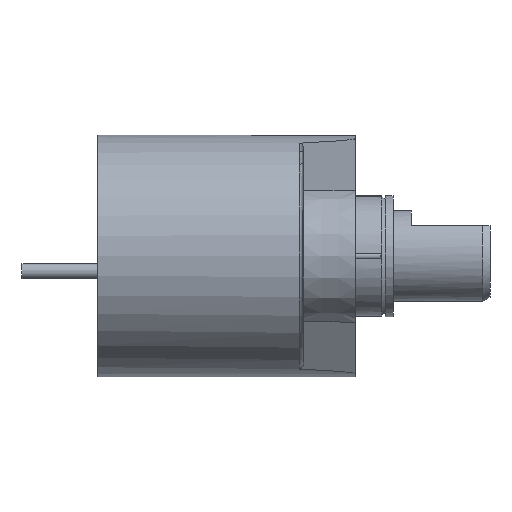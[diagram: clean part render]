
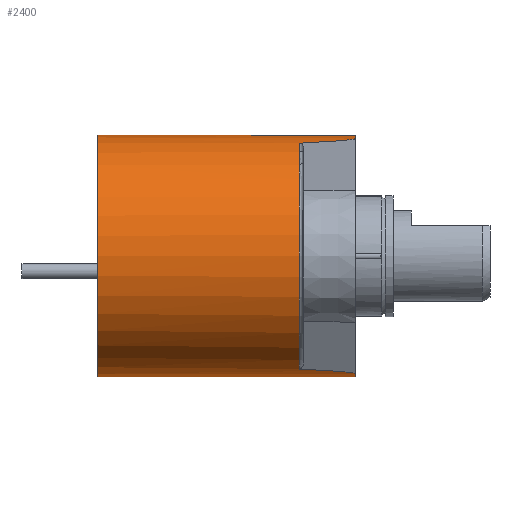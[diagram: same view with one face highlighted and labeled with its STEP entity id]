
A CAD part, front view. The second image highlights one B-rep face of the part: STEP entity #2400.
In plain terms, the highlighted cylindrical face has radius 8 mm (diameter 16 mm), a full revolution.
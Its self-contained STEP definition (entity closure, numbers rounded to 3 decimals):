
#2400=ADVANCED_FACE('', (#2410,#2420), #2430, .T.);
#34870=AXIS2_PLACEMENT_3D('Ax2Pl3d', #34880, #34890, #34900);
#34950=AXIS2_PLACEMENT_3D('Ax2Pl3d', #34960, #34970, #34980);
#42550=AXIS2_PLACEMENT_3D('Ax2Pl3d', #42560, #42570, #42580);
#42590=AXIS2_PLACEMENT_3D('Ax2Pl3d', #42600, #42610, #42620);
#42630=AXIS2_PLACEMENT_3D('Ax2Pl3d', #42640, #42650, #42660);
#42670=AXIS2_PLACEMENT_3D('Ax2Pl3d', #42680, #42690, #42700);
#42710=AXIS2_PLACEMENT_3D('Ax2Pl3d', #42720, #42730, #42740);
#42750=AXIS2_PLACEMENT_3D('Ax2Pl3d', #42760, #42770, #42780);
#42790=AXIS2_PLACEMENT_3D('Ax2Pl3d', #42800, #42810, #42820);
#42830=AXIS2_PLACEMENT_3D('Ax2Pl3d', #42840, #42850, #42860);
#163800=CARTESIAN_POINT('', (17.,1.931,-7.763));
#163840=CARTESIAN_POINT('', (17.,1.931,7.763));
#34880=CARTESIAN_POINT('HicPkt', (17.,0.,0.));
#163850=CARTESIAN_POINT('', (17.,-1.931,7.763));
#163900=CARTESIAN_POINT('', (17.,-1.931,-7.763));
#34960=CARTESIAN_POINT('HicPkt', (17.,0.,0.));
#42560=CARTESIAN_POINT('HicPkt', (0.,0.,0.));
#165520=CARTESIAN_POINT('', (0.,-8.,0.));
#42600=CARTESIAN_POINT('HicPkt', (0.,0.,
0.));
#42640=CARTESIAN_POINT('HicPkt', (-441.32,0.,0.));
#165530=CARTESIAN_POINT('', (13.3,-2.9,-7.456));
#42680=CARTESIAN_POINT('HicPkt', (13.3,0.,0.));
#165540=CARTESIAN_POINT('', (13.3,-2.9,7.456));
#42720=CARTESIAN_POINT('HicPkt', (-441.32,0.,0.));
#42760=CARTESIAN_POINT('HicPkt', (-441.32,0.,0.));
#165550=CARTESIAN_POINT('', (13.3,2.9,7.456));
#42800=CARTESIAN_POINT('HicPkt', (13.3,0.,0.));
#165560=CARTESIAN_POINT('', (13.3,2.9,-7.456));
#42840=CARTESIAN_POINT('HicPkt', (-441.32,0.,0.));
#195570=CIRCLE('Circle', #34870, 8.);
#195590=CIRCLE('Circle', #34950, 8.);
#196930=CIRCLE('Circle', #42550, 8.);
#196940=CIRCLE('Circle', #42670, 8.);
#196950=CIRCLE('Circle', #42790, 8.);
#2430=CYLINDRICAL_SURFACE('Zyl', #42590, 8.);
#34890=DIRECTION('Axis', (-1.,0.,0.)
);
#34900=DIRECTION('RefDirection', (0.,
0.,-1.));
#34970=DIRECTION('Axis', (-1.,0.,0.)
);
#34980=DIRECTION('RefDirection', (0.,
0.,-1.));
#42570=DIRECTION('Axis', (-1.,0.,0.)
);
#42580=DIRECTION('RefDirection', (0.,
0.,-1.));
#42610=DIRECTION('Axis', (1.,0.,0.));
#42620=DIRECTION('RefDirection', (0.,0.,-1.));
#42650=DIRECTION('Axis', (-0.017,-0.241,
-0.97));
#42660=DIRECTION('RefDirection', (1.,-0.004,
-0.017));
#42690=DIRECTION('Axis', (-1.,0.,0.)
);
#42700=DIRECTION('RefDirection', (0.,
0.,-1.));
#42730=DIRECTION('Axis', (-0.017,-0.241,
0.97));
#42740=DIRECTION('RefDirection', (1.,-0.004,
0.017));
#42770=DIRECTION('Axis', (-0.017,0.241,0.97)
);
#42780=DIRECTION('RefDirection', (1.,0.004,
0.017));
#42810=DIRECTION('Axis', (-1.,0.,0.)
);
#42820=DIRECTION('RefDirection', (0.,
0.,-1.));
#42850=DIRECTION('Axis', (-0.017,0.241,
-0.97));
#42860=DIRECTION('RefDirection', (1.,0.004,
-0.017));
#306810=EDGE_CURVE('', #306820, #306790, #195570, .T.);
#306910=EDGE_CURVE('', #306730, #306890, #195590, .T.);
#310900=EDGE_CURVE('', #310910, #310910, #196930, .T.);
#310920=EDGE_CURVE('', #306890, #310930, #310940, .T.);
#310950=EDGE_CURVE('', #310930, #310960, #196940, .T.);
#310970=EDGE_CURVE('', #310960, #306820, #310980, .T.);
#310990=EDGE_CURVE('', #306790, #311000, #311010, .T.);
#311020=EDGE_CURVE('', #311000, #311030, #196950, .T.);
#311040=EDGE_CURVE('', #311030, #306730, #311050, .T.);
#373350=EDGE_LOOP('Edge_loop', (#373360));
#373370=EDGE_LOOP('Edge_loop', (#373380,#373390,#373400,#373410,#373420,
#373430,#373440,#373450));
#310940=ELLIPSE('Ellipse', #42630, 458.39, 8.);
#310980=ELLIPSE('Ellipse', #42710, 458.39, 8.);
#311010=ELLIPSE('Ellipse', #42750, 458.39, 8.);
#311050=ELLIPSE('Ellipse', #42830, 458.39, 8.);
#2420=FACE_BOUND('', #373370, .T.);
#2410=FACE_OUTER_BOUND('Face_outer_bound', #373350, .T.);
#373360=ORIENTED_EDGE('', *, *, #310900, .F.);
#373380=ORIENTED_EDGE('', *, *, #306910, .T.);
#373390=ORIENTED_EDGE('', *, *, #310920, .T.);
#373400=ORIENTED_EDGE('', *, *, #310950, .T.);
#373410=ORIENTED_EDGE('', *, *, #310970, .T.);
#373420=ORIENTED_EDGE('', *, *, #306810, .T.);
#373430=ORIENTED_EDGE('', *, *, #310990, .T.);
#373440=ORIENTED_EDGE('', *, *, #311020, .T.);
#373450=ORIENTED_EDGE('', *, *, #311040, .T.);
#306730=VERTEX_POINT('', #163800);
#306790=VERTEX_POINT('', #163840);
#306820=VERTEX_POINT('', #163850);
#306890=VERTEX_POINT('', #163900);
#310910=VERTEX_POINT('', #165520);
#310930=VERTEX_POINT('', #165530);
#310960=VERTEX_POINT('', #165540);
#311000=VERTEX_POINT('', #165550);
#311030=VERTEX_POINT('', #165560);
